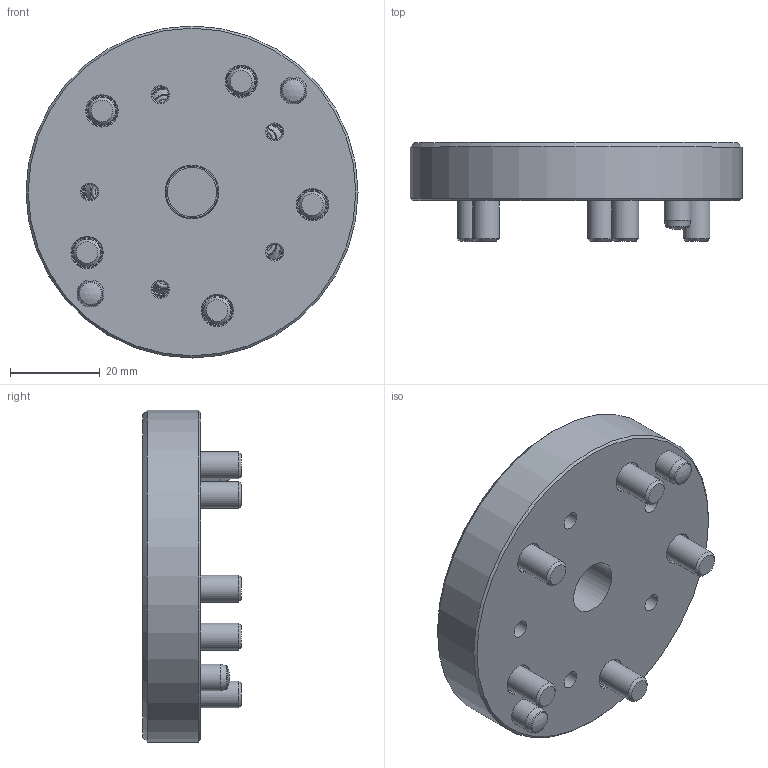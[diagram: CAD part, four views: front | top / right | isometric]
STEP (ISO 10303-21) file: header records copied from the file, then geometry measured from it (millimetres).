
FILE_DESCRIPTION (( 'STEP AP214' ), '1' );
FILE_NAME ('033-018-09 Kupplung m. 5 MD u. Abbl. speedys..STEP', '2019-07-08T11:56:50', ( '' ), ( '' ), 'SwSTEP 2.0', 'SolidWorks 2017', '' );
FILE_SCHEMA (( 'AUTOMOTIVE_DESIGN' ));
Length unit declared in the file: millimetre
Products named in the file (1): 033-018-09 Kupplung m. 5 MD u. Abbl. speedys.
Bounding box: 74 x 22 x 74 mm (x, y, z)
Volume: 52198.4 mm3; surface area: 27241.4 mm2
Topology: 1 solids, 43 shells, 859 faces, 2067 edges, 1336 vertices
Faces by surface type: plane 351, cylinder 271, cone 118, torus 102, bspline 15, sphere 2
Full cylindrical faces by diameter (mm): 3.15 x5, 3.3 x10, 3.4 x2, 3.5 x25, 4 x15, 4.4 x12, 5.2 x5, 5.75 x5, 6 x9, 6.8 x5, 6.95 x5, 7 x10, 8.1 x10, 9.4 x10, 10 x10, 11 x6, 12 x16, 74 x1
Entity records: 37112 total; most frequent: CARTESIAN_POINT 12206, DIRECTION 3802, ORIENTED_EDGE 3078, AXIS2_PLACEMENT_3D 1561, EDGE_CURVE 1539, EDGE_LOOP 1372, VERTEX_POINT 1179, FACE_OUTER_BOUND 1127
